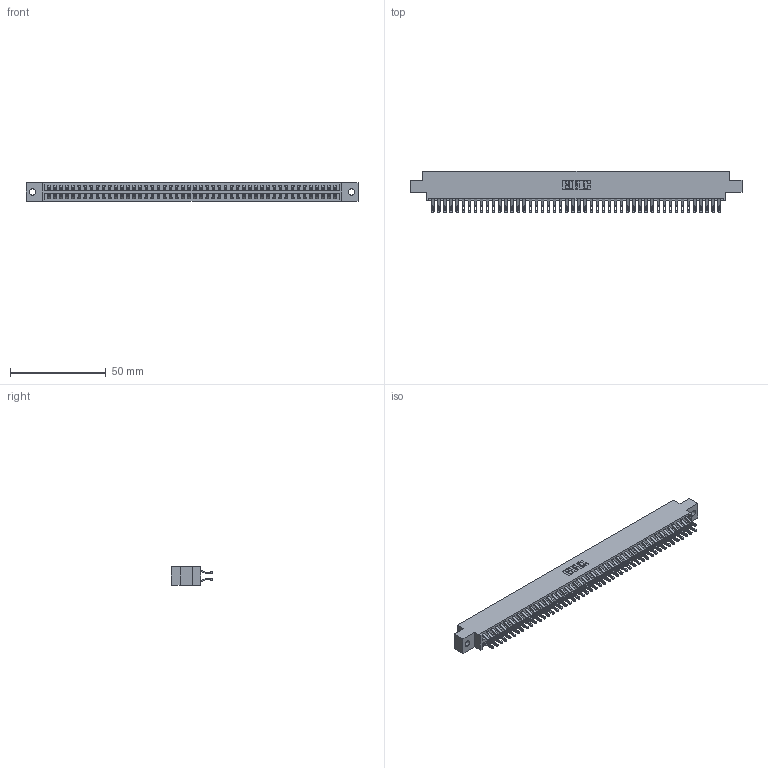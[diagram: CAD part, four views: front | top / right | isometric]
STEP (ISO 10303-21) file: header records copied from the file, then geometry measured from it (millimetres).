
FILE_DESCRIPTION (( 'STEP AP203' ), '1' );
FILE_NAME ('346-096-555-802.STEP', '2022-05-26T16:44:18', ( '' ), ( '' ), 'SwSTEP 2.0', 'SolidWorks 2020', '' );
FILE_SCHEMA (( 'CONFIG_CONTROL_DESIGN' ));
Length unit declared in the file: inch
Products named in the file (3): 346 Part_0.170 Offset - 0.128 Dia; 346-096-555-802; 345-292-001_555 Tail
Assembly tree (97 placements, depth 2):
  346-096-555-802
    346 Part_0.170 Offset - 0.128 Dia
    345-292-001_555 Tail  x96
Bounding box: 172.97 x 21.46 x 9.4 mm (x, y, z)
Volume: 17000.9 mm3; surface area: 24366.1 mm2
Topology: 97 solids, 97 shells, 5694 faces, 17909 edges, 11938 vertices
Faces by surface type: plane 3248, cylinder 2446
Entity records: 30979 total; most frequent: CARTESIAN_POINT 5134, ORIENTED_EDGE 5038, DIRECTION 4543, EDGE_CURVE 2519, LINE 2175, VECTOR 2175, VERTEX_POINT 1678, AXIS2_PLACEMENT_3D 1184
